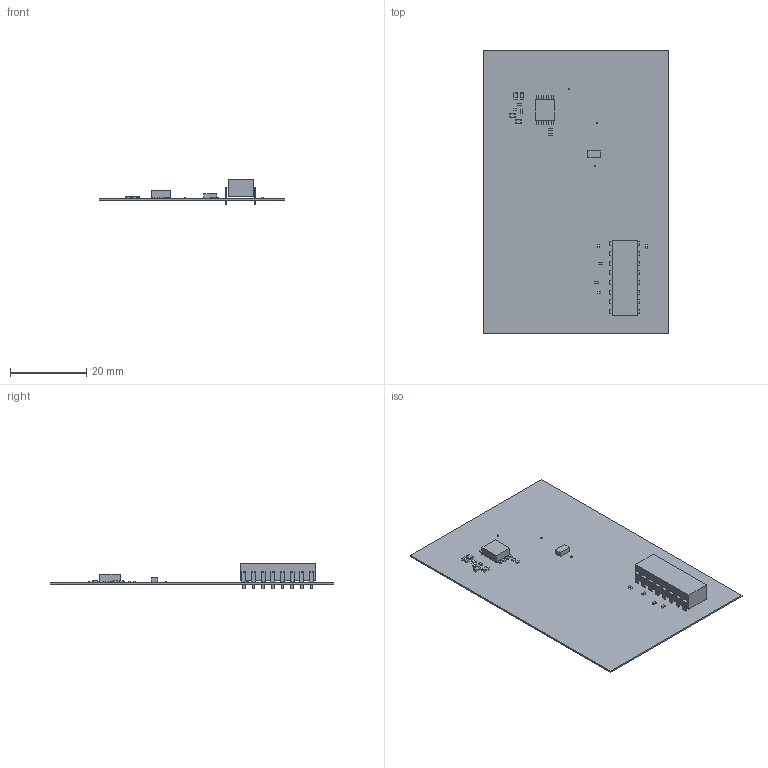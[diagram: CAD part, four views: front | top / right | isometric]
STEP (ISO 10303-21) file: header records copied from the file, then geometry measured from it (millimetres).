
FILE_DESCRIPTION(('Open CASCADE Model'),'2;1');
FILE_NAME('Open CASCADE Shape Model','2019-01-04T16:48:23',('Author'),( 'Open CASCADE'),'Open CASCADE STEP processor 6.8','Open CASCADE 6.8' ,'Unknown');
FILE_SCHEMA(('AUTOMOTIVE_DESIGN { 1 0 10303 214 1 1 1 1 }'));
Length unit declared in the file: millimetre
Products named in the file (55): PCB; Board; Open CASCADE STEP translator 6.8 3.1.1; U2; 6559460352; Extruded; 6510029264; 6510030304; 6510027744; R4; 6559456432; 6559456032; C1; 6559459872; 6559459392; C2; 6065449504; C3; 6696643664; 6696641664; C4; 6559455552; 6559455232; C5; C6; C7; C8; C9; C10; D1; 7326102240; D2; L1; R1; R2; R3; R5; U1; 8336478976; 8336477536
Assembly tree (142 placements, depth 4):
  PCB
    Board
      Open CASCADE STEP translator 6.8 3.1.1
    U2
      6559460352
        Extruded
      6510029264  x16
        Extruded
      6510030304  x16
        Extruded
      6510027744  x16
        Extruded
    R4
      6559456432
        Extruded
      6559456032  x2
        Extruded
    C1
      6559459872
        Extruded
      6559459392  x2
        Extruded
    C2
      6065449504
        Extruded
    C3
      6696643664
        Extruded
      6696641664  x2
        Extruded
    C4
      6559455552
        Extruded
      6559455232  x2
        Extruded
    C5
      6559455552
        Extruded
      6559455232  x2
        Extruded
    C6
      6559455552
        Extruded
      6559455232  x2
        Extruded
    C7
      6559455552
        Extruded
      6559455232  x2
        Extruded
    C8
      6559456432
        Extruded
      6559456032  x2
        Extruded
    C9
      6559456432
        Extruded
      6559456032  x2
        Extruded
Bounding box: 48.77 x 74.42 x 6.68 mm (x, y, z)
Volume: 2180.4 mm3; surface area: 8276.6 mm2
Topology: 105 solids, 105 shells, 630 faces, 1260 edges, 840 vertices
Faces by surface type: plane 630
Entity records: 4419 total; most frequent: DIRECTION 694, CARTESIAN_POINT 585, ORIENTED_EDGE 408, AXIS2_PLACEMENT_3D 245, EDGE_CURVE 204, LINE 204, VECTOR 204, PRODUCT_DEFINITION_SHAPE 197
